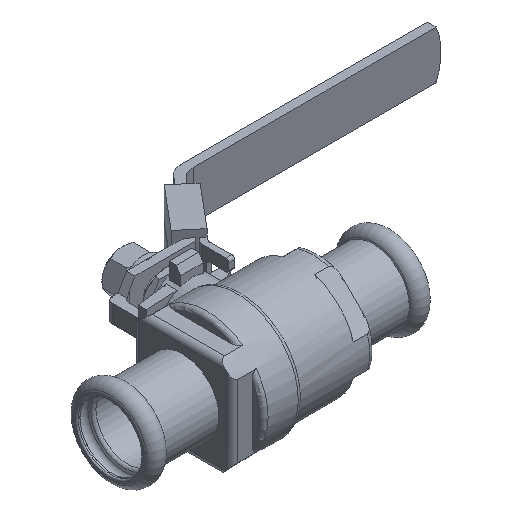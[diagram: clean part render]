
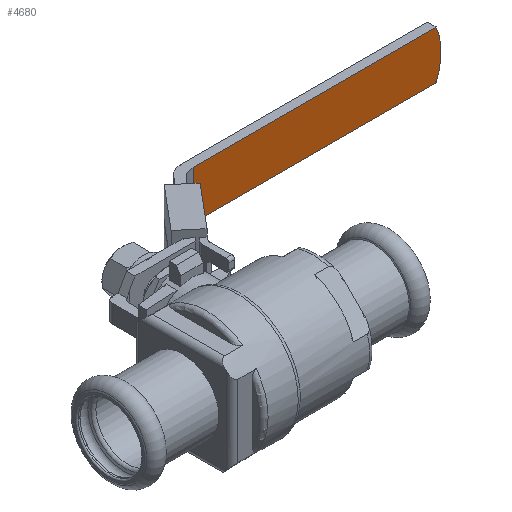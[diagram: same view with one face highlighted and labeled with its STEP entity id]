
A CAD part, isometric view. The second image highlights one B-rep face of the part: STEP entity #4680.
In plain terms, the highlighted planar face has unit normal (0, -1, 0).
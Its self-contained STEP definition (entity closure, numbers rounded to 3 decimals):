
#652=LINE('',#9231,#956);
#669=LINE('',#9267,#973);
#670=LINE('',#9268,#974);
#956=VECTOR('',#5991,1000.);
#973=VECTOR('',#6040,1000.);
#974=VECTOR('',#6041,1000.);
#1929=ORIENTED_EDGE('',*,*,#2875,.F.);
#1930=ORIENTED_EDGE('',*,*,#2986,.F.);
#1931=ORIENTED_EDGE('',*,*,#2965,.T.);
#1932=ORIENTED_EDGE('',*,*,#2987,.T.);
#2875=EDGE_CURVE('',#3472,#3473,#3713,.T.);
#2965=EDGE_CURVE('',#3536,#3535,#652,.T.);
#2986=EDGE_CURVE('',#3536,#3472,#669,.T.);
#2987=EDGE_CURVE('',#3535,#3473,#670,.T.);
#3472=VERTEX_POINT('',#9047);
#3473=VERTEX_POINT('',#9048);
#3535=VERTEX_POINT('',#9230);
#3536=VERTEX_POINT('',#9232);
#3713=CIRCLE('',#5022,21.);
#3972=EDGE_LOOP('',(#1929,#1930,#1931,#1932));
#4282=FACE_BOUND('',#3972,.T.);
#4480=PLANE('',#5079);
#4680=ADVANCED_FACE('',(#4282),#4480,.F.);
#5022=AXIS2_PLACEMENT_3D('',#9046,#5841,#5842);
#5079=AXIS2_PLACEMENT_3D('',#9266,#6038,#6039);
#5841=DIRECTION('',(0.,1.,0.));
#5842=DIRECTION('',(-1.,0.,0.));
#5991=DIRECTION('',(0.,0.,-1.));
#6038=DIRECTION('',(0.,1.,0.));
#6039=DIRECTION('',(-1.,0.,0.));
#6040=DIRECTION('',(1.,0.,0.));
#6041=DIRECTION('',(1.,0.,0.));
#9046=CARTESIAN_POINT('',(114.607,55.448,63.2));
#9047=CARTESIAN_POINT('',(133.81,55.448,71.7));
#9048=CARTESIAN_POINT('',(133.81,55.448,54.7));
#9230=CARTESIAN_POINT('',(48.003,55.448,54.7));
#9231=CARTESIAN_POINT('',(48.003,55.448,71.7));
#9232=CARTESIAN_POINT('',(48.003,55.448,71.7));
#9266=CARTESIAN_POINT('',(48.003,55.448,71.7));
#9267=CARTESIAN_POINT('',(48.003,55.448,71.7));
#9268=CARTESIAN_POINT('',(48.003,55.448,54.7));
